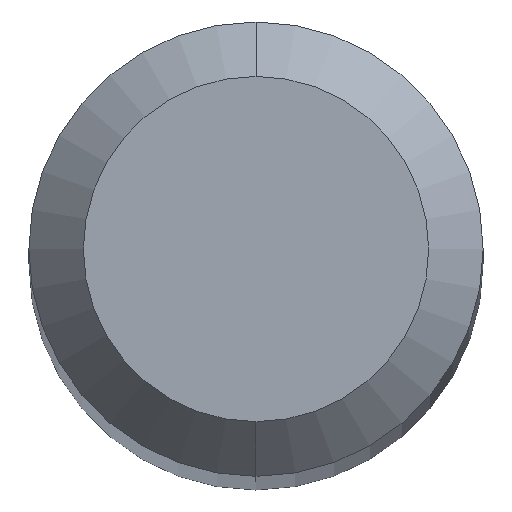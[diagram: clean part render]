
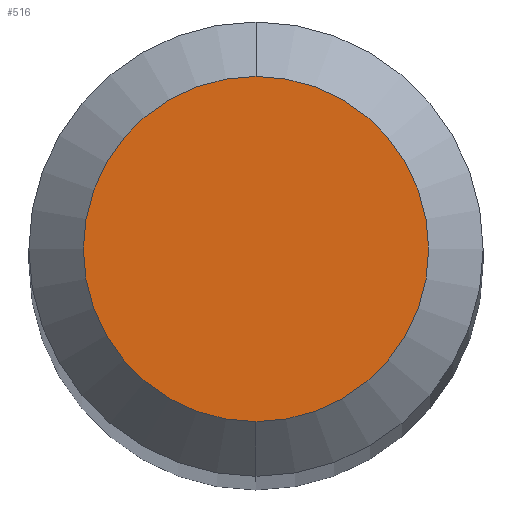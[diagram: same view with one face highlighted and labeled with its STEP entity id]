
A CAD part, top view. The second image highlights one B-rep face of the part: STEP entity #516.
In plain terms, the highlighted planar face has unit normal (0, 0, 1).
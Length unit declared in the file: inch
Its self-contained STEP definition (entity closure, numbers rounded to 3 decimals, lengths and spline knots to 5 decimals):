
#31 = EDGE_CURVE ( 'NONE', #247, #293, #487, .T. ) ;
#38 = AXIS2_PLACEMENT_3D ( 'NONE', #168, #364, #121 ) ;
#44 = EDGE_LOOP ( 'NONE', ( #159, #54 ) ) ;
#54 = ORIENTED_EDGE ( 'NONE', *, *, #124, .T. ) ;
#66 = AXIS2_PLACEMENT_3D ( 'NONE', #176, #343, #300 ) ;
#76 = CIRCLE ( 'NONE', #66, 0.0475 ) ;
#99 = CARTESIAN_POINT ( 'NONE',  ( 0., 0., 0. ) ) ;
#121 = DIRECTION ( 'NONE',  ( 0., 1., 0. ) ) ;
#124 = EDGE_CURVE ( 'NONE', #293, #247, #76, .T. ) ;
#159 = ORIENTED_EDGE ( 'NONE', *, *, #31, .T. ) ;
#168 = CARTESIAN_POINT ( 'NONE',  ( 0., 0.0475, 0. ) ) ;
#176 = CARTESIAN_POINT ( 'NONE',  ( 0., 0., 0. ) ) ;
#232 = CARTESIAN_POINT ( 'NONE',  ( 0., 0.0475, 0. ) ) ;
#247 = VERTEX_POINT ( 'NONE', #232 ) ;
#266 = DIRECTION ( 'NONE',  ( 0., -1., 0. ) ) ;
#293 = VERTEX_POINT ( 'NONE', #355 ) ;
#300 = DIRECTION ( 'NONE',  ( 0., -1., 0. ) ) ;
#311 = AXIS2_PLACEMENT_3D ( 'NONE', #99, #379, #266 ) ;
#343 = DIRECTION ( 'NONE',  ( 0., 0., 1. ) ) ;
#355 = CARTESIAN_POINT ( 'NONE',  ( 0., -0.0475, 0. ) ) ;
#364 = DIRECTION ( 'NONE',  ( 0., 0., -1. ) ) ;
#374 = FACE_OUTER_BOUND ( 'NONE', #44, .T. ) ;
#379 = DIRECTION ( 'NONE',  ( 0., 0., 1. ) ) ;
#412 = PLANE ( 'NONE',  #38 ) ;
#487 = CIRCLE ( 'NONE', #311, 0.0475 ) ;
#516 = ADVANCED_FACE ( 'NONE', ( #374 ), #412, .F. ) ;
